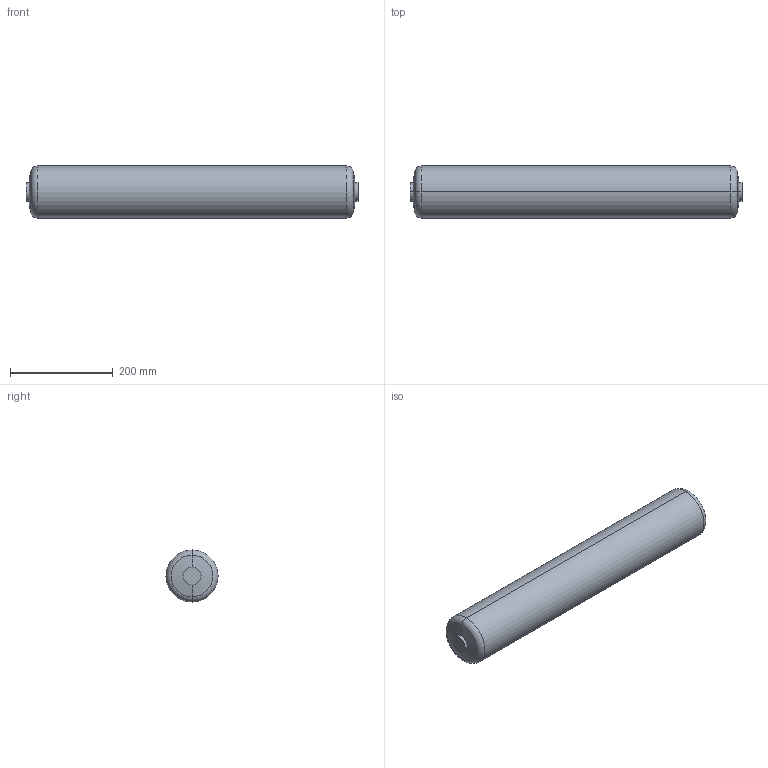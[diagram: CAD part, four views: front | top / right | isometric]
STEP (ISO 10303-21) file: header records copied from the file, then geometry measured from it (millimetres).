
FILE_DESCRIPTION(('starvars output'),'2;1');
FILE_NAME('PAR22767.stp','15:34:35 2012/09/11',( 'Thomas Industrial Network Germany GmbH'),( 'Thomas Industrial Network Germany GmbH'),'unknown preprocess','ACIS' ,'unknown authorization');
FILE_SCHEMA(('AUTOMOTIVE_DESIGN_CC2 {UNKNOWN IMPLEMENTATION LEVEL}'));
Length unit declared in the file: millimetre
Products named in the file (1): PRODUCT_ID_1
Bounding box: 647.7 x 101.6 x 101.6 mm (x, y, z)
Volume: 1969820.1 mm3; surface area: 381215.1 mm2
Topology: 1 solids, 1 shells, 32 faces, 62 edges, 36 vertices
Faces by surface type: cylinder 14, plane 6, cone 4, sphere 4, torus 4
Entity records: 1016 total; most frequent: ORIENTED_EDGE 124, DIRECTION 112, CARTESIAN_POINT 101, EDGE_CURVE 62, AXIS2_PLACEMENT_3D 47, VERTEX_POINT 36, EDGE_LOOP 36, FACE_BOUND 36
